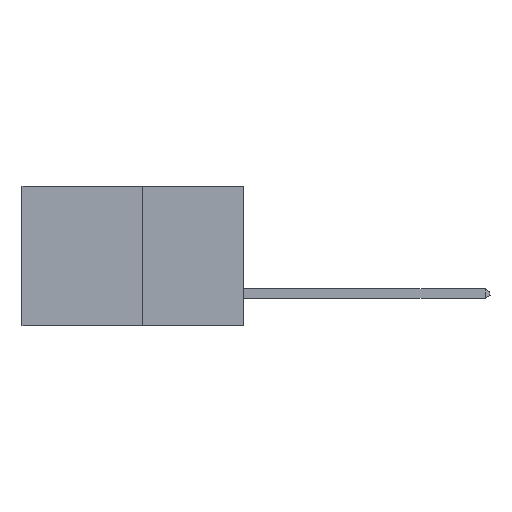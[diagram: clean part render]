
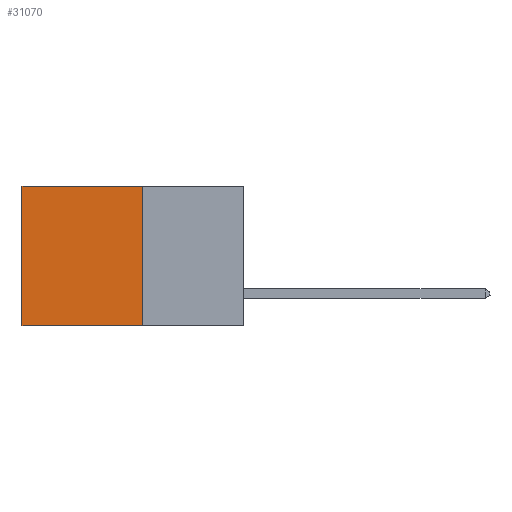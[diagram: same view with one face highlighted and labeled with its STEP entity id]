
A CAD part, left-side view. The second image highlights one B-rep face of the part: STEP entity #31070.
In plain terms, the highlighted planar face has unit normal (-1, 0, 0).
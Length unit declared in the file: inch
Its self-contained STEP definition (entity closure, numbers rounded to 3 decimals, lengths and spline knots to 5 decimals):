
#2011 = VECTOR ( 'NONE', #23437, 39.37008 ) ;
#2610 = LINE ( 'NONE', #23108, #21549 ) ;
#3381 = VERTEX_POINT ( 'NONE', #22904 ) ;
#3449 = DIRECTION ( 'NONE',  ( 0., 0., -1. ) ) ;
#4051 = CARTESIAN_POINT ( 'NONE',  ( 0.277, 0.27, -0.37 ) ) ;
#5327 = CARTESIAN_POINT ( 'NONE',  ( 0.277, 0.27, 0. ) ) ;
#8502 = VECTOR ( 'NONE', #10288, 39.37008 ) ;
#10288 = DIRECTION ( 'NONE',  ( 0., 1., 0. ) ) ;
#10442 = ORIENTED_EDGE ( 'NONE', *, *, #25500, .F. ) ;
#10787 = AXIS2_PLACEMENT_3D ( 'NONE', #4051, #31085, #16489 ) ;
#11626 = VERTEX_POINT ( 'NONE', #26126 ) ;
#12722 = VERTEX_POINT ( 'NONE', #18439 ) ;
#13622 = ORIENTED_EDGE ( 'NONE', *, *, #26831, .F. ) ;
#15075 = LINE ( 'NONE', #5327, #8502 ) ;
#15785 = LINE ( 'NONE', #26484, #28004 ) ;
#16489 = DIRECTION ( 'NONE',  ( 0., 0., -1. ) ) ;
#16768 = DIRECTION ( 'NONE',  ( 0., 0., -1. ) ) ;
#17140 = FACE_OUTER_BOUND ( 'NONE', #22654, .T. ) ;
#17560 = CARTESIAN_POINT ( 'NONE',  ( 0.277, 0.59, -0.37 ) ) ;
#18439 = CARTESIAN_POINT ( 'NONE',  ( 0.277, 0.27, -0.37 ) ) ;
#20054 = ORIENTED_EDGE ( 'NONE', *, *, #22206, .T. ) ;
#20971 = LINE ( 'NONE', #20975, #2011 ) ;
#20975 = CARTESIAN_POINT ( 'NONE',  ( 0.277, 0.27, -0.37 ) ) ;
#21009 = ORIENTED_EDGE ( 'NONE', *, *, #25087, .T. ) ;
#21549 = VECTOR ( 'NONE', #3449, 39.37008 ) ;
#22206 = EDGE_CURVE ( 'NONE', #3381, #11626, #15075, .T. ) ;
#22654 = EDGE_LOOP ( 'NONE', ( #21009, #13622, #10442, #20054 ) ) ;
#22904 = CARTESIAN_POINT ( 'NONE',  ( 0.277, 0.27, 0. ) ) ;
#23108 = CARTESIAN_POINT ( 'NONE',  ( 0.277, 0.27, -0.37 ) ) ;
#23437 = DIRECTION ( 'NONE',  ( 0., 1., 0. ) ) ;
#23699 = PLANE ( 'NONE',  #10787 ) ;
#25087 = EDGE_CURVE ( 'NONE', #11626, #28366, #15785, .T. ) ;
#25500 = EDGE_CURVE ( 'NONE', #3381, #12722, #2610, .T. ) ;
#26126 = CARTESIAN_POINT ( 'NONE',  ( 0.277, 0.59, 0. ) ) ;
#26484 = CARTESIAN_POINT ( 'NONE',  ( 0.277, 0.59, -0.37 ) ) ;
#26831 = EDGE_CURVE ( 'NONE', #12722, #28366, #20971, .T. ) ;
#28004 = VECTOR ( 'NONE', #16768, 39.37008 ) ;
#28366 = VERTEX_POINT ( 'NONE', #17560 ) ;
#31070 = ADVANCED_FACE ( 'NONE', ( #17140 ), #23699, .F. ) ;
#31085 = DIRECTION ( 'NONE',  ( 1., 0., 0. ) ) ;
